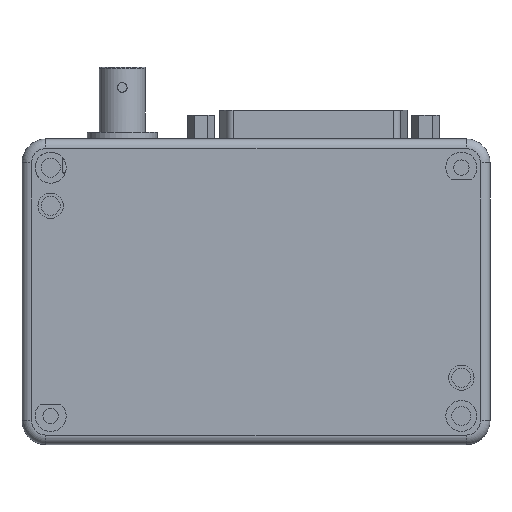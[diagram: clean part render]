
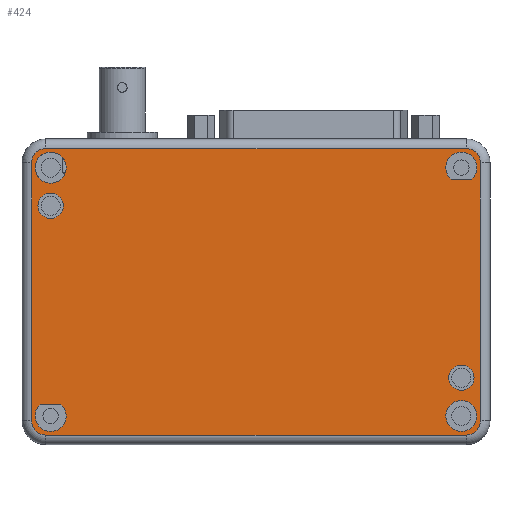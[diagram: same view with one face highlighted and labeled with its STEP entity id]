
A CAD part, left-side view. The second image highlights one B-rep face of the part: STEP entity #424.
In plain terms, the highlighted planar face has unit normal (-1, 0, 0).
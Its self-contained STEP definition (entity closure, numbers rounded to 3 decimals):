
#424 = ADVANCED_FACE( '', ( #1077, #1078, #1079, #1080, #1081, #1082, #1083 ), #1084, .F. );
#1077 = FACE_BOUND( '', #1984, .T. );
#1078 = FACE_BOUND( '', #1985, .T. );
#1079 = FACE_BOUND( '', #1986, .T. );
#1080 = FACE_BOUND( '', #1987, .T. );
#1081 = FACE_BOUND( '', #1988, .T. );
#1082 = FACE_BOUND( '', #1989, .T. );
#1083 = FACE_OUTER_BOUND( '', #1990, .T. );
#1084 = PLANE( '', #1991 );
#1984 = EDGE_LOOP( '', ( #3167, #3168 ) );
#1985 = EDGE_LOOP( '', ( #3169, #3170 ) );
#1986 = EDGE_LOOP( '', ( #3171 ) );
#1987 = EDGE_LOOP( '', ( #3172 ) );
#1988 = EDGE_LOOP( '', ( #3173 ) );
#1989 = EDGE_LOOP( '', ( #3174 ) );
#1990 = EDGE_LOOP( '', ( #3175, #3176, #3177, #3178, #3179, #3180, #3181, #3182 ) );
#1991 = AXIS2_PLACEMENT_3D( '', #3183, #3184, #3185 );
#3167 = ORIENTED_EDGE( '', *, *, #4805, .T. );
#3168 = ORIENTED_EDGE( '', *, *, #4883, .T. );
#3169 = ORIENTED_EDGE( '', *, *, #4884, .T. );
#3170 = ORIENTED_EDGE( '', *, *, #4885, .F. );
#3171 = ORIENTED_EDGE( '', *, *, #4886, .T. );
#3172 = ORIENTED_EDGE( '', *, *, #4887, .T. );
#3173 = ORIENTED_EDGE( '', *, *, #4653, .T. );
#3174 = ORIENTED_EDGE( '', *, *, #4888, .T. );
#3175 = ORIENTED_EDGE( '', *, *, #4889, .T. );
#3176 = ORIENTED_EDGE( '', *, *, #4712, .T. );
#3177 = ORIENTED_EDGE( '', *, *, #4587, .T. );
#3178 = ORIENTED_EDGE( '', *, *, #4674, .T. );
#3179 = ORIENTED_EDGE( '', *, *, #4890, .T. );
#3180 = ORIENTED_EDGE( '', *, *, #4891, .T. );
#3181 = ORIENTED_EDGE( '', *, *, #4892, .T. );
#3182 = ORIENTED_EDGE( '', *, *, #4844, .T. );
#3183 = CARTESIAN_POINT( '', ( 0., 6., -50. ) );
#3184 = DIRECTION( '', ( 1., 0., 0. ) );
#3185 = DIRECTION( '', ( 0., -1., 0. ) );
#4587 = EDGE_CURVE( '', #5318, #5316, #5319, .F. );
#4653 = EDGE_CURVE( '', #5431, #5431, #5432, .T. );
#4674 = EDGE_CURVE( '', #5316, #5466, #5468, .F. );
#4712 = EDGE_CURVE( '', #5528, #5318, #5529, .F. );
#4805 = EDGE_CURVE( '', #5687, #5689, #5691, .T. );
#4844 = EDGE_CURVE( '', #5751, #5756, #5758, .F. );
#4883 = EDGE_CURVE( '', #5689, #5687, #5815, .T. );
#4884 = EDGE_CURVE( '', #5816, #5817, #5818, .T. );
#4885 = EDGE_CURVE( '', #5816, #5817, #5819, .T. );
#4886 = EDGE_CURVE( '', #5820, #5820, #5821, .T. );
#4887 = EDGE_CURVE( '', #5822, #5822, #5823, .T. );
#4888 = EDGE_CURVE( '', #5824, #5824, #5825, .T. );
#4889 = EDGE_CURVE( '', #5756, #5528, #5826, .F. );
#4890 = EDGE_CURVE( '', #5466, #5827, #5828, .F. );
#4891 = EDGE_CURVE( '', #5827, #5829, #5830, .F. );
#4892 = EDGE_CURVE( '', #5829, #5751, #5831, .F. );
#5316 = VERTEX_POINT( '', #6391 );
#5318 = VERTEX_POINT( '', #6393 );
#5319 = CIRCLE( '', #6394, 3. );
#5431 = VERTEX_POINT( '', #6532 );
#5432 = CIRCLE( '', #6533, 2.65 );
#5466 = VERTEX_POINT( '', #6591 );
#5468 = LINE( '', #6593, #6594 );
#5528 = VERTEX_POINT( '', #6688 );
#5529 = LINE( '', #6689, #6690 );
#5687 = VERTEX_POINT( '', #6890 );
#5689 = VERTEX_POINT( '', #6893 );
#5691 = LINE( '', #6896, #6897 );
#5751 = VERTEX_POINT( '', #6972 );
#5756 = VERTEX_POINT( '', #6978 );
#5758 = LINE( '', #6980, #6981 );
#5815 = CIRCLE( '', #7064, 3.25 );
#5816 = VERTEX_POINT( '', #7065 );
#5817 = VERTEX_POINT( '', #7066 );
#5818 = CIRCLE( '', #7067, 3.25 );
#5819 = LINE( '', #7068, #7069 );
#5820 = VERTEX_POINT( '', #7070 );
#5821 = CIRCLE( '', #7071, 3.25 );
#5822 = VERTEX_POINT( '', #7072 );
#5823 = CIRCLE( '', #7073, 3.25 );
#5824 = VERTEX_POINT( '', #7074 );
#5825 = CIRCLE( '', #7075, 2.65 );
#5826 = CIRCLE( '', #7076, 3. );
#5827 = VERTEX_POINT( '', #7077 );
#5828 = CIRCLE( '', #7078, 3. );
#5829 = VERTEX_POINT( '', #7079 );
#5830 = LINE( '', #7080, #7081 );
#5831 = CIRCLE( '', #7082, 3. );
#6391 = CARTESIAN_POINT( '', ( 0., -90., -45. ) );
#6393 = CARTESIAN_POINT( '', ( 0., -87., -48. ) );
#6394 = AXIS2_PLACEMENT_3D( '', #7910, #7911, #7912 );
#6532 = CARTESIAN_POINT( '', ( 0., -2.65, 0. ) );
#6533 = AXIS2_PLACEMENT_3D( '', #8008, #8009, #8010 );
#6591 = CARTESIAN_POINT( '', ( 0., -90., 9. ) );
#6593 = CARTESIAN_POINT( '', ( 0., -90., 9. ) );
#6594 = VECTOR( '', #8041, 1000. );
#6688 = CARTESIAN_POINT( '', ( 0., 1., -48. ) );
#6689 = CARTESIAN_POINT( '', ( 0., -87., -48. ) );
#6690 = VECTOR( '', #8085, 1000. );
#6890 = CARTESIAN_POINT( '', ( 0., 2.135, -41.55 ) );
#6893 = CARTESIAN_POINT( '', ( 0., -2.135, -41.55 ) );
#6896 = CARTESIAN_POINT( '', ( 0., 3.25, -41.55 ) );
#6897 = VECTOR( '', #8246, 1000. );
#6972 = CARTESIAN_POINT( '', ( 0., 4., 9. ) );
#6978 = CARTESIAN_POINT( '', ( 0., 4., -45. ) );
#6980 = CARTESIAN_POINT( '', ( 0., 4., -45. ) );
#6981 = VECTOR( '', #8299, 1000. );
#7064 = AXIS2_PLACEMENT_3D( '', #8341, #8342, #8343 );
#7065 = CARTESIAN_POINT( '', ( 0., -83.865, 5.55 ) );
#7066 = CARTESIAN_POINT( '', ( 0., -88.135, 5.55 ) );
#7067 = AXIS2_PLACEMENT_3D( '', #8344, #8345, #8346 );
#7068 = CARTESIAN_POINT( '', ( 0., -82.75, 5.55 ) );
#7069 = VECTOR( '', #8347, 1000. );
#7070 = CARTESIAN_POINT( '', ( 0., -86., -47.25 ) );
#7071 = AXIS2_PLACEMENT_3D( '', #8348, #8349, #8350 );
#7072 = CARTESIAN_POINT( '', ( 0., 0., 4.75 ) );
#7073 = AXIS2_PLACEMENT_3D( '', #8351, #8352, #8353 );
#7074 = CARTESIAN_POINT( '', ( 0., -88.65, -36. ) );
#7075 = AXIS2_PLACEMENT_3D( '', #8354, #8355, #8356 );
#7076 = AXIS2_PLACEMENT_3D( '', #8357, #8358, #8359 );
#7077 = CARTESIAN_POINT( '', ( 0., -87., 12. ) );
#7078 = AXIS2_PLACEMENT_3D( '', #8360, #8361, #8362 );
#7079 = CARTESIAN_POINT( '', ( 0., 1., 12. ) );
#7080 = CARTESIAN_POINT( '', ( 0., 1., 12. ) );
#7081 = VECTOR( '', #8363, 1000. );
#7082 = AXIS2_PLACEMENT_3D( '', #8364, #8365, #8366 );
#7910 = CARTESIAN_POINT( '', ( 0., -87., -45. ) );
#7911 = DIRECTION( '', ( 1., 0., 0. ) );
#7912 = DIRECTION( '', ( 0., -1., 0. ) );
#8008 = CARTESIAN_POINT( '', ( 0., 0., 0. ) );
#8009 = DIRECTION( '', ( 1., 0., 0. ) );
#8010 = DIRECTION( '', ( 0., -1., 0. ) );
#8041 = DIRECTION( '', ( 0., 0., -1. ) );
#8085 = DIRECTION( '', ( 0., 1., 0. ) );
#8246 = DIRECTION( '', ( 0., -1., 0. ) );
#8299 = DIRECTION( '', ( 0., 0., 1. ) );
#8341 = CARTESIAN_POINT( '', ( 0., 0., -44. ) );
#8342 = DIRECTION( '', ( 1., 0., 0. ) );
#8343 = DIRECTION( '', ( 0., 0., -1. ) );
#8344 = CARTESIAN_POINT( '', ( 0., -86., 8. ) );
#8345 = DIRECTION( '', ( 1., 0., 0. ) );
#8346 = DIRECTION( '', ( 0., 0., -1. ) );
#8347 = DIRECTION( '', ( 0., -1., 0. ) );
#8348 = CARTESIAN_POINT( '', ( 0., -86., -44. ) );
#8349 = DIRECTION( '', ( 1., 0., 0. ) );
#8350 = DIRECTION( '', ( 0., 0., -1. ) );
#8351 = CARTESIAN_POINT( '', ( 0., 0., 8. ) );
#8352 = DIRECTION( '', ( 1., 0., 0. ) );
#8353 = DIRECTION( '', ( 0., 0., -1. ) );
#8354 = CARTESIAN_POINT( '', ( 0., -86., -36. ) );
#8355 = DIRECTION( '', ( 1., 0., 0. ) );
#8356 = DIRECTION( '', ( 0., -1., 0. ) );
#8357 = CARTESIAN_POINT( '', ( 0., 1., -45. ) );
#8358 = DIRECTION( '', ( 1., 0., 0. ) );
#8359 = DIRECTION( '', ( 0., -1., 0. ) );
#8360 = CARTESIAN_POINT( '', ( 0., -87., 9. ) );
#8361 = DIRECTION( '', ( 1., 0., 0. ) );
#8362 = DIRECTION( '', ( 0., -1., 0. ) );
#8363 = DIRECTION( '', ( 0., -1., 0. ) );
#8364 = CARTESIAN_POINT( '', ( 0., 1., 9. ) );
#8365 = DIRECTION( '', ( 1., 0., 0. ) );
#8366 = DIRECTION( '', ( 0., -1., 0. ) );
